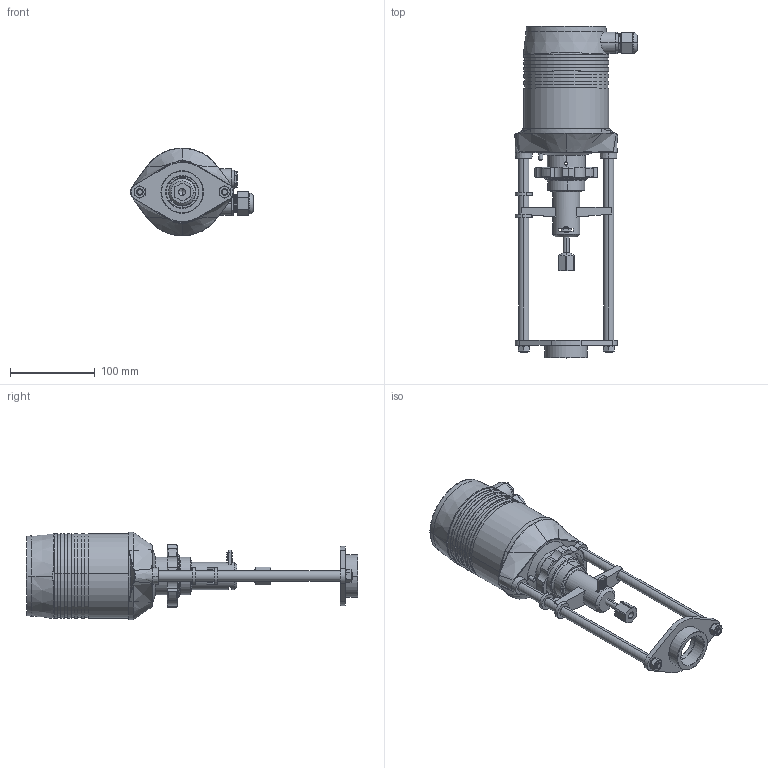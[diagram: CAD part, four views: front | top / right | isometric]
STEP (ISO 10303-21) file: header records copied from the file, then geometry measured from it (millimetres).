
FILE_DESCRIPTION (( 'STEP AP214' ), '1' );
FILE_NAME ('MC_103_Hub20_BR300__D-33497.STEP', '2014-11-27T06:17:34', ( '' ), ( '' ), 'SwSTEP 2.0', 'SolidWorks 2012', '' );
FILE_SCHEMA (( 'AUTOMOTIVE_DESIGN' ));
Length unit declared in the file: millimetre
Products named in the file (19): Distanzring__E-61631__107928; Zwieschenstück_M10_E-70290; Traverse_E-55231-b__107919; Rundsäule_214mm_M8-M10_E-58020__107231; Kabelanschlu¯ Stopfen; Teil Gehõusedeckel_1; Anschlagring H4xÏ20x12_1; Zwischentraverse f逗 MC 100(Traverse 100mm)_1; Mutter_M8_1; Br³cke_1; _bergang; B³gel E-58044_1; gro¯e Mutter am Antrieb; oberste Kupplung - Lang_1; Druckfeder VD-115J_1; Elektro PG Verschraubung_gr; Unterlegscheibe M10xﾏ 13,1(ﾏ 13,1 x 0,8)_1; Obere Kappe mit PG Ausgõngen_1; MC_103_Hub20_BR300__D-33497
Assembly tree (22 placements, depth 2):
  MC_103_Hub20_BR300__D-33497
    Obere Kappe mit PG Ausgõngen_1
    Unterlegscheibe M10xﾏ 13,1(ﾏ 13,1 x 0,8)_1  x2
    Elektro PG Verschraubung_gr
    Druckfeder VD-115J_1
    oberste Kupplung - Lang_1
    gro¯e Mutter am Antrieb
    B³gel E-58044_1
    _bergang
    Br³cke_1
    Mutter_M8_1  x2
    Zwischentraverse f逗 MC 100(Traverse 100mm)_1
    Anschlagring H4xÏ20x12_1  x2
    Teil Gehõusedeckel_1
    Kabelanschlu¯ Stopfen
    Rundsäule_214mm_M8-M10_E-58020__107231  x2
    Traverse_E-55231-b__107919
    Zwieschenstück_M10_E-70290
    Distanzring__E-61631__107928
Bounding box: 144.88 x 390.89 x 103.2 mm (x, y, z)
Volume: 748559.6 mm3; surface area: 247394.3 mm2
Topology: 22 solids, 22 shells, 1151 faces, 2875 edges, 1813 vertices
Faces by surface type: plane 403, cylinder 317, cone 248, bspline 174, torus 9
Entity records: 42301 total; most frequent: CARTESIAN_POINT 16323, ORIENTED_EDGE 5450, DIRECTION 5061, EDGE_CURVE 2725, AXIS2_PLACEMENT_3D 1989, VERTEX_POINT 1729, EDGE_LOOP 1176, FACE_OUTER_BOUND 1087
